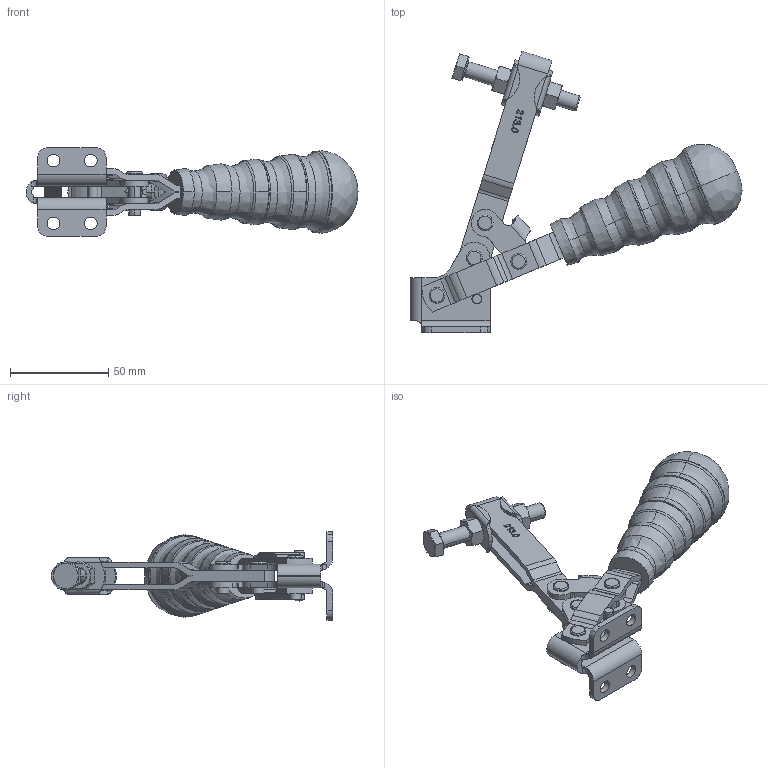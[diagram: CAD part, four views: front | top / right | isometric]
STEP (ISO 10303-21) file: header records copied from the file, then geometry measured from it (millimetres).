
FILE_DESCRIPTION((''),'2;1');
FILE_NAME('213.0-opened.stp','2005-09-27T18:30:19',('Kysilko'),(''),'Autodesk Inventor 8','Autodesk Inventor 8','');
FILE_SCHEMA(('AUTOMOTIVE_DESIGN { 1 0 10303 214 1 1 1 1 }'));
Length unit declared in the file: millimetre
Products named in the file (1): Part66
Bounding box: 169.03 x 143.29 x 45 mm (x, y, z)
Volume: 118004.7 mm3; surface area: 39936.7 mm2
Topology: 1 solids, 74 shells, 1041 faces, 2801 edges, 1775 vertices
Faces by surface type: plane 508, cylinder 187, bspline 186, cone 136, torus 22, sphere 2
Entity records: 37516 total; most frequent: CARTESIAN_POINT 11956, ORIENTED_EDGE 5582, DIRECTION 5166, EDGE_CURVE 2791, AXIS2_PLACEMENT_3D 1843, VERTEX_POINT 1775, VECTOR 1480, LINE 1480
